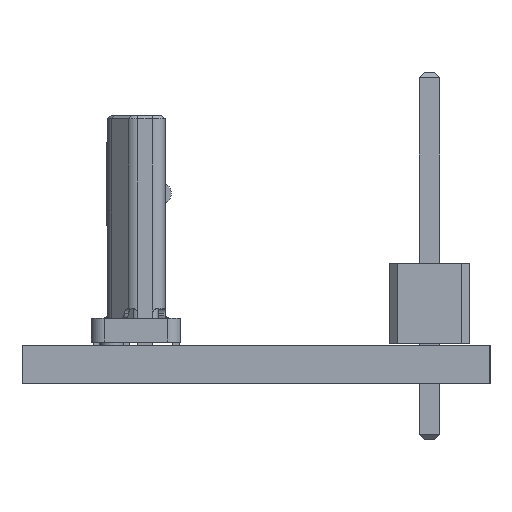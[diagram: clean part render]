
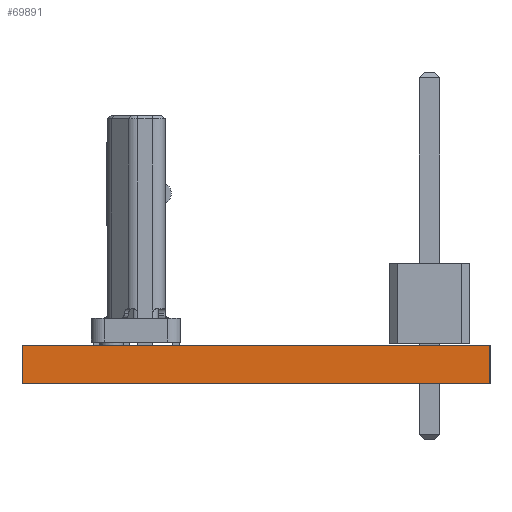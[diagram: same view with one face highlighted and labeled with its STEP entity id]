
A CAD part, left-side view. The second image highlights one B-rep face of the part: STEP entity #69891.
In plain terms, the highlighted planar face has unit normal (-1, 0, 0).
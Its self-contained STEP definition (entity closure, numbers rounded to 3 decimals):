
#69891 = ADVANCED_FACE('',(#69892),#69906,.F.);
#69892 = FACE_BOUND('',#69893,.F.);
#69893 = EDGE_LOOP('',(#69894,#69929,#69957,#69985));
#69894 = ORIENTED_EDGE('',*,*,#69895,.T.);
#69895 = EDGE_CURVE('',#69896,#69898,#69900,.T.);
#69896 = VERTEX_POINT('',#69897);
#69897 = CARTESIAN_POINT('',(148.336,-53.848,0.));
#69898 = VERTEX_POINT('',#69899);
#69899 = CARTESIAN_POINT('',(148.336,-53.848,1.2));
#69900 = SURFACE_CURVE('',#69901,(#69905,#69917),.PCURVE_S1.);
#69901 = LINE('',#69902,#69903);
#69902 = CARTESIAN_POINT('',(148.336,-53.848,0.));
#69903 = VECTOR('',#69904,1.);
#69904 = DIRECTION('',(0.,0.,1.));
#69905 = PCURVE('',#69906,#69911);
#69906 = PLANE('',#69907);
#69907 = AXIS2_PLACEMENT_3D('',#69908,#69909,#69910);
#69908 = CARTESIAN_POINT('',(148.336,-53.848,0.));
#69909 = DIRECTION('',(1.,0.,0.));
#69910 = DIRECTION('',(0.,-1.,0.));
#69911 = DEFINITIONAL_REPRESENTATION('',(#69912),#69916);
#69912 = LINE('',#69913,#69914);
#69913 = CARTESIAN_POINT('',(0.,0.));
#69914 = VECTOR('',#69915,1.);
#69915 = DIRECTION('',(0.,-1.));
#69916 = ( GEOMETRIC_REPRESENTATION_CONTEXT(2) 
PARAMETRIC_REPRESENTATION_CONTEXT() REPRESENTATION_CONTEXT('2D SPACE',''
  ) );
#69917 = PCURVE('',#69918,#69923);
#69918 = PLANE('',#69919);
#69919 = AXIS2_PLACEMENT_3D('',#69920,#69921,#69922);
#69920 = CARTESIAN_POINT('',(167.64,-53.848,0.));
#69921 = DIRECTION('',(0.,-1.,0.));
#69922 = DIRECTION('',(-1.,0.,0.));
#69923 = DEFINITIONAL_REPRESENTATION('',(#69924),#69928);
#69924 = LINE('',#69925,#69926);
#69925 = CARTESIAN_POINT('',(19.304,0.));
#69926 = VECTOR('',#69927,1.);
#69927 = DIRECTION('',(0.,-1.));
#69928 = ( GEOMETRIC_REPRESENTATION_CONTEXT(2) 
PARAMETRIC_REPRESENTATION_CONTEXT() REPRESENTATION_CONTEXT('2D SPACE',''
  ) );
#69929 = ORIENTED_EDGE('',*,*,#69930,.T.);
#69930 = EDGE_CURVE('',#69898,#69931,#69933,.T.);
#69931 = VERTEX_POINT('',#69932);
#69932 = CARTESIAN_POINT('',(148.336,-68.58,1.2));
#69933 = SURFACE_CURVE('',#69934,(#69938,#69945),.PCURVE_S1.);
#69934 = LINE('',#69935,#69936);
#69935 = CARTESIAN_POINT('',(148.336,-53.848,1.2));
#69936 = VECTOR('',#69937,1.);
#69937 = DIRECTION('',(0.,-1.,0.));
#69938 = PCURVE('',#69906,#69939);
#69939 = DEFINITIONAL_REPRESENTATION('',(#69940),#69944);
#69940 = LINE('',#69941,#69942);
#69941 = CARTESIAN_POINT('',(0.,-1.2));
#69942 = VECTOR('',#69943,1.);
#69943 = DIRECTION('',(1.,0.));
#69944 = ( GEOMETRIC_REPRESENTATION_CONTEXT(2) 
PARAMETRIC_REPRESENTATION_CONTEXT() REPRESENTATION_CONTEXT('2D SPACE',''
  ) );
#69945 = PCURVE('',#69946,#69951);
#69946 = PLANE('',#69947);
#69947 = AXIS2_PLACEMENT_3D('',#69948,#69949,#69950);
#69948 = CARTESIAN_POINT('',(157.988,-61.214,1.2));
#69949 = DIRECTION('',(0.,0.,1.));
#69950 = DIRECTION('',(1.,0.,0.));
#69951 = DEFINITIONAL_REPRESENTATION('',(#69952),#69956);
#69952 = LINE('',#69953,#69954);
#69953 = CARTESIAN_POINT('',(-9.652,7.366));
#69954 = VECTOR('',#69955,1.);
#69955 = DIRECTION('',(0.,-1.));
#69956 = ( GEOMETRIC_REPRESENTATION_CONTEXT(2) 
PARAMETRIC_REPRESENTATION_CONTEXT() REPRESENTATION_CONTEXT('2D SPACE',''
  ) );
#69957 = ORIENTED_EDGE('',*,*,#69958,.F.);
#69958 = EDGE_CURVE('',#69959,#69931,#69961,.T.);
#69959 = VERTEX_POINT('',#69960);
#69960 = CARTESIAN_POINT('',(148.336,-68.58,0.));
#69961 = SURFACE_CURVE('',#69962,(#69966,#69973),.PCURVE_S1.);
#69962 = LINE('',#69963,#69964);
#69963 = CARTESIAN_POINT('',(148.336,-68.58,0.));
#69964 = VECTOR('',#69965,1.);
#69965 = DIRECTION('',(0.,0.,1.));
#69966 = PCURVE('',#69906,#69967);
#69967 = DEFINITIONAL_REPRESENTATION('',(#69968),#69972);
#69968 = LINE('',#69969,#69970);
#69969 = CARTESIAN_POINT('',(14.732,0.));
#69970 = VECTOR('',#69971,1.);
#69971 = DIRECTION('',(0.,-1.));
#69972 = ( GEOMETRIC_REPRESENTATION_CONTEXT(2) 
PARAMETRIC_REPRESENTATION_CONTEXT() REPRESENTATION_CONTEXT('2D SPACE',''
  ) );
#69973 = PCURVE('',#69974,#69979);
#69974 = PLANE('',#69975);
#69975 = AXIS2_PLACEMENT_3D('',#69976,#69977,#69978);
#69976 = CARTESIAN_POINT('',(148.336,-68.58,0.));
#69977 = DIRECTION('',(0.,1.,0.));
#69978 = DIRECTION('',(1.,0.,0.));
#69979 = DEFINITIONAL_REPRESENTATION('',(#69980),#69984);
#69980 = LINE('',#69981,#69982);
#69981 = CARTESIAN_POINT('',(0.,0.));
#69982 = VECTOR('',#69983,1.);
#69983 = DIRECTION('',(0.,-1.));
#69984 = ( GEOMETRIC_REPRESENTATION_CONTEXT(2) 
PARAMETRIC_REPRESENTATION_CONTEXT() REPRESENTATION_CONTEXT('2D SPACE',''
  ) );
#69985 = ORIENTED_EDGE('',*,*,#69986,.F.);
#69986 = EDGE_CURVE('',#69896,#69959,#69987,.T.);
#69987 = SURFACE_CURVE('',#69988,(#69992,#69999),.PCURVE_S1.);
#69988 = LINE('',#69989,#69990);
#69989 = CARTESIAN_POINT('',(148.336,-53.848,0.));
#69990 = VECTOR('',#69991,1.);
#69991 = DIRECTION('',(0.,-1.,0.));
#69992 = PCURVE('',#69906,#69993);
#69993 = DEFINITIONAL_REPRESENTATION('',(#69994),#69998);
#69994 = LINE('',#69995,#69996);
#69995 = CARTESIAN_POINT('',(0.,0.));
#69996 = VECTOR('',#69997,1.);
#69997 = DIRECTION('',(1.,0.));
#69998 = ( GEOMETRIC_REPRESENTATION_CONTEXT(2) 
PARAMETRIC_REPRESENTATION_CONTEXT() REPRESENTATION_CONTEXT('2D SPACE',''
  ) );
#69999 = PCURVE('',#70000,#70005);
#70000 = PLANE('',#70001);
#70001 = AXIS2_PLACEMENT_3D('',#70002,#70003,#70004);
#70002 = CARTESIAN_POINT('',(157.988,-61.214,0.));
#70003 = DIRECTION('',(0.,0.,1.));
#70004 = DIRECTION('',(1.,0.,0.));
#70005 = DEFINITIONAL_REPRESENTATION('',(#70006),#70010);
#70006 = LINE('',#70007,#70008);
#70007 = CARTESIAN_POINT('',(-9.652,7.366));
#70008 = VECTOR('',#70009,1.);
#70009 = DIRECTION('',(0.,-1.));
#70010 = ( GEOMETRIC_REPRESENTATION_CONTEXT(2) 
PARAMETRIC_REPRESENTATION_CONTEXT() REPRESENTATION_CONTEXT('2D SPACE',''
  ) );
